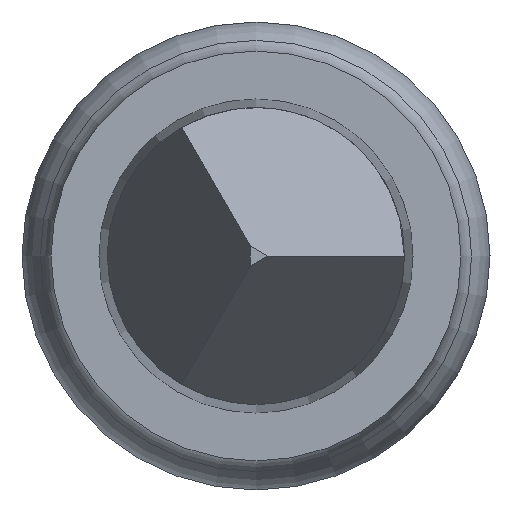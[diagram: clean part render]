
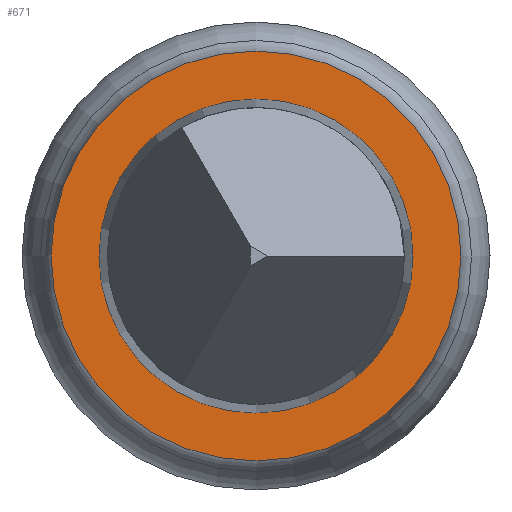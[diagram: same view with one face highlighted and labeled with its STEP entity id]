
A CAD part, left-side view. The second image highlights one B-rep face of the part: STEP entity #671.
In plain terms, the highlighted planar face has unit normal (-1, 0, 0).
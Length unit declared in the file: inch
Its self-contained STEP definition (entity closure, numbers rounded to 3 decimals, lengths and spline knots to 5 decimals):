
#11 = CARTESIAN_POINT ( 'NONE',  ( 0., 0., 0.01349 ) ) ;
#41 = DIRECTION ( 'NONE',  ( 0., 0., 1. ) ) ;
#116 = DIRECTION ( 'NONE',  ( 0., 0., 1. ) ) ;
#124 = ORIENTED_EDGE ( 'NONE', *, *, #467, .F. ) ;
#231 = ORIENTED_EDGE ( 'NONE', *, *, #747, .F. ) ;
#271 = DIRECTION ( 'NONE',  ( 1., 0., 0. ) ) ;
#285 = DIRECTION ( 'NONE',  ( 0., 0., -1. ) ) ;
#292 = CARTESIAN_POINT ( 'NONE',  ( 0., 0., 0. ) ) ;
#329 = CARTESIAN_POINT ( 'NONE',  ( 0., 0.0165, 0. ) ) ;
#343 = AXIS2_PLACEMENT_3D ( 'NONE', #292, #711, #116 ) ;
#365 = EDGE_LOOP ( 'NONE', ( #231 ) ) ;
#369 = PLANE ( 'NONE',  #702 ) ;
#382 = FACE_OUTER_BOUND ( 'NONE', #365, .T. ) ;
#466 = CIRCLE ( 'NONE', #504, 0.0176 ) ;
#467 = EDGE_CURVE ( 'NONE', #607, #607, #676, .T. ) ;
#504 = AXIS2_PLACEMENT_3D ( 'NONE', #515, #271, #285 ) ;
#508 = DIRECTION ( 'NONE',  ( -1., 0., 0. ) ) ;
#515 = CARTESIAN_POINT ( 'NONE',  ( 0., 0., 0. ) ) ;
#536 = CARTESIAN_POINT ( 'NONE',  ( 0., 0., -0.0176 ) ) ;
#597 = VERTEX_POINT ( 'NONE', #536 ) ;
#607 = VERTEX_POINT ( 'NONE', #11 ) ;
#668 = EDGE_LOOP ( 'NONE', ( #124 ) ) ;
#671 = ADVANCED_FACE ( 'NONE', ( #675, #382 ), #369, .T. ) ;
#675 = FACE_BOUND ( 'NONE', #668, .T. ) ;
#676 = CIRCLE ( 'NONE', #343, 0.01349 ) ;
#702 = AXIS2_PLACEMENT_3D ( 'NONE', #329, #508, #41 ) ;
#711 = DIRECTION ( 'NONE',  ( -1., 0., 0. ) ) ;
#747 = EDGE_CURVE ( 'NONE', #597, #597, #466, .T. ) ;
